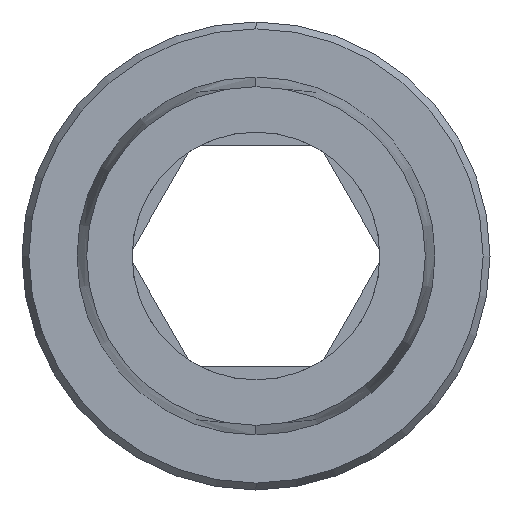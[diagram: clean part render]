
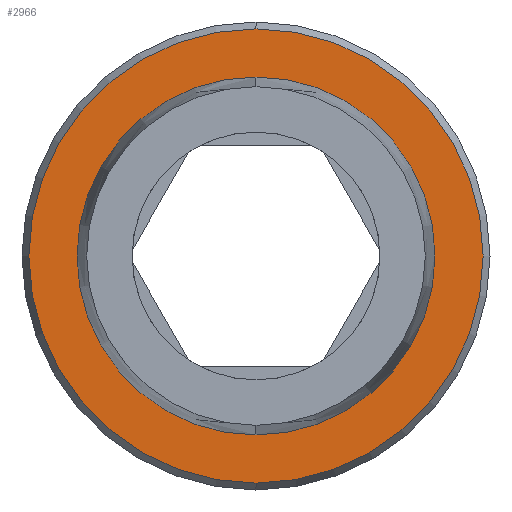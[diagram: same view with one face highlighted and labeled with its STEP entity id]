
A CAD part, left-side view. The second image highlights one B-rep face of the part: STEP entity #2966.
In plain terms, the highlighted planar face has unit normal (-1, 0, 0).
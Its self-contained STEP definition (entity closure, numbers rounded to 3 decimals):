
#10 = CARTESIAN_POINT ( 'NONE',  ( 23., 0., 0. ) ) ;
#205 = ORIENTED_EDGE ( 'NONE', *, *, #1455, .T. ) ;
#247 = VERTEX_POINT ( 'NONE', #4899 ) ;
#322 = DIRECTION ( 'NONE',  ( -1., 0., 0. ) ) ;
#379 = DIRECTION ( 'NONE',  ( -1., 0., 0. ) ) ;
#460 = ORIENTED_EDGE ( 'NONE', *, *, #4991, .T. ) ;
#1175 = EDGE_CURVE ( 'NONE', #247, #3986, #1905, .T. ) ;
#1455 = EDGE_CURVE ( 'NONE', #3020, #3374, #1996, .T. ) ;
#1510 = FACE_BOUND ( 'NONE', #4297, .T. ) ;
#1589 = ORIENTED_EDGE ( 'NONE', *, *, #2580, .F. ) ;
#1613 = CARTESIAN_POINT ( 'NONE',  ( 23., 0., 0. ) ) ;
#1826 = CIRCLE ( 'NONE', #3152, 8.25 ) ;
#1905 = CIRCLE ( 'NONE', #4821, 6.5 ) ;
#1996 = CIRCLE ( 'NONE', #3148, 8.25 ) ;
#2007 = DIRECTION ( 'NONE',  ( 0., 0., -1. ) ) ;
#2145 = CARTESIAN_POINT ( 'NONE',  ( 23., 0., -8.25 ) ) ;
#2268 = ORIENTED_EDGE ( 'NONE', *, *, #1175, .F. ) ;
#2463 = CARTESIAN_POINT ( 'NONE',  ( 23., 0., 8.25 ) ) ;
#2476 = AXIS2_PLACEMENT_3D ( 'NONE', #3241, #3628, #2007 ) ;
#2580 = EDGE_CURVE ( 'NONE', #3986, #247, #2902, .T. ) ;
#2738 = AXIS2_PLACEMENT_3D ( 'NONE', #3474, #322, #4693 ) ;
#2744 = DIRECTION ( 'NONE',  ( 0., 0., -1. ) ) ;
#2902 = CIRCLE ( 'NONE', #2738, 6.5 ) ;
#2966 = ADVANCED_FACE ( 'NONE', ( #5085, #1510 ), #3063, .F. ) ;
#3020 = VERTEX_POINT ( 'NONE', #2463 ) ;
#3063 = PLANE ( 'NONE',  #2476 ) ;
#3148 = AXIS2_PLACEMENT_3D ( 'NONE', #10, #3939, #2744 ) ;
#3152 = AXIS2_PLACEMENT_3D ( 'NONE', #1613, #379, #3531 ) ;
#3241 = CARTESIAN_POINT ( 'NONE',  ( 23., 0., 0. ) ) ;
#3374 = VERTEX_POINT ( 'NONE', #2145 ) ;
#3474 = CARTESIAN_POINT ( 'NONE',  ( 23., 0., 0. ) ) ;
#3531 = DIRECTION ( 'NONE',  ( 0., 0., -1. ) ) ;
#3628 = DIRECTION ( 'NONE',  ( 1., 0., 0. ) ) ;
#3776 = EDGE_LOOP ( 'NONE', ( #460, #205 ) ) ;
#3797 = CARTESIAN_POINT ( 'NONE',  ( 23., 0., 6.5 ) ) ;
#3939 = DIRECTION ( 'NONE',  ( -1., 0., 0. ) ) ;
#3986 = VERTEX_POINT ( 'NONE', #3797 ) ;
#4167 = CARTESIAN_POINT ( 'NONE',  ( 23., 0., 0. ) ) ;
#4217 = DIRECTION ( 'NONE',  ( -1., 0., 0. ) ) ;
#4297 = EDGE_LOOP ( 'NONE', ( #1589, #2268 ) ) ;
#4595 = DIRECTION ( 'NONE',  ( 0., 0., 1. ) ) ;
#4693 = DIRECTION ( 'NONE',  ( 0., 0., 1. ) ) ;
#4821 = AXIS2_PLACEMENT_3D ( 'NONE', #4167, #4217, #4595 ) ;
#4899 = CARTESIAN_POINT ( 'NONE',  ( 23., 0., -6.5 ) ) ;
#4991 = EDGE_CURVE ( 'NONE', #3374, #3020, #1826, .T. ) ;
#5085 = FACE_OUTER_BOUND ( 'NONE', #3776, .T. ) ;
